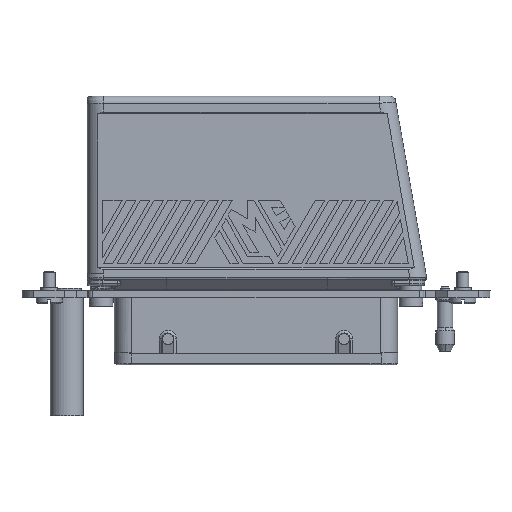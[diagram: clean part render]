
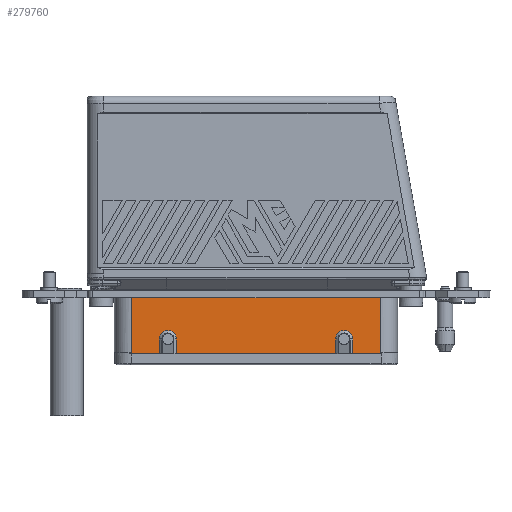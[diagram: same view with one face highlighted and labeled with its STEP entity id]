
A CAD part, front view. The second image highlights one B-rep face of the part: STEP entity #279760.
In plain terms, the highlighted face is planar.
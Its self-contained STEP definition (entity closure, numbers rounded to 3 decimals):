
#211400=CARTESIAN_POINT('',(25.125,45.037,
48.654));
#211410=VERTEX_POINT('',#211400);
#277940=CARTESIAN_POINT('',(25.125,45.037,
-56.571));
#277950=VERTEX_POINT('',#277940);
#278230=CARTESIAN_POINT('',(25.125,20.,
-56.571));
#278240=DIRECTION('',(0.,1.,0.));
#278250=VECTOR('',#278240,1.);
#278260=LINE('',#278230,#278250);
#278270=CARTESIAN_POINT('',(25.125,19.783,
-56.571));
#278280=VERTEX_POINT('',#278270);
#278290=EDGE_CURVE('',#278280,#277950,#278260,.T.);
#278820=CARTESIAN_POINT('',(25.125,19.716,
-46.453));
#278830=DIRECTION('',(-1.,0.,0.));
#278840=DIRECTION('',(0.,0.,1.));
#278850=AXIS2_PLACEMENT_3D('',#278820,#278830,#278840);
#278860=PLANE('',#278850);
#278870=CARTESIAN_POINT('',(25.125,22.91,
29.69));
#278880=DIRECTION('',(0.,1.,0.));
#278890=VECTOR('',#278880,1.);
#278900=LINE('',#278870,#278890);
#278910=CARTESIAN_POINT('',(25.125,19.783,
29.69));
#278920=VERTEX_POINT('',#278910);
#278930=CARTESIAN_POINT('',(25.125,26.037,
29.69));
#278940=VERTEX_POINT('',#278930);
#278950=EDGE_CURVE('',#278920,#278940,#278900,.T.);
#278960=ORIENTED_EDGE('',*,*,#278950,.T.);
#278970=CARTESIAN_POINT('',(25.125,19.783,
-16.957));
#278980=DIRECTION('',(0.,0.,1.));
#278990=VECTOR('',#278980,1.);
#279000=LINE('',#278970,#278990);
#279010=CARTESIAN_POINT('',(25.125,19.783,
-37.598));
#279020=VERTEX_POINT('',#279010);
#279030=EDGE_CURVE('',#279020,#278920,#279000,.T.);
#279040=ORIENTED_EDGE('',*,*,#279030,.T.);
#279050=CARTESIAN_POINT('',(25.125,22.91,
-37.598));
#279060=DIRECTION('',(0.,-1.,0.));
#279070=VECTOR('',#279060,1.);
#279080=LINE('',#279050,#279070);
#279090=CARTESIAN_POINT('',(25.125,26.037,
-37.598));
#279100=VERTEX_POINT('',#279090);
#279110=EDGE_CURVE('',#279100,#279020,#279080,.T.);
#279120=ORIENTED_EDGE('',*,*,#279110,.T.);
#279130=CARTESIAN_POINT('',(25.125,26.037,
-41.198));
#279140=DIRECTION('',(1.,0.,0.));
#279150=DIRECTION('',(0.,0.,-1.));
#279160=AXIS2_PLACEMENT_3D('',#279130,#279140,#279150);
#279170=CIRCLE('',#279160,3.6);
#279180=CARTESIAN_POINT('',(25.125,26.037,
-44.798));
#279190=VERTEX_POINT('',#279180);
#279200=EDGE_CURVE('',#279190,#279100,#279170,.T.);
#279210=ORIENTED_EDGE('',*,*,#279200,.T.);
#279220=CARTESIAN_POINT('',(25.125,22.91,
-44.798));
#279230=DIRECTION('',(0.,1.,0.));
#279240=VECTOR('',#279230,1.);
#279250=LINE('',#279220,#279240);
#279260=CARTESIAN_POINT('',(25.125,19.783,
-44.798));
#279270=VERTEX_POINT('',#279260);
#279280=EDGE_CURVE('',#279270,#279190,#279250,.T.);
#279290=ORIENTED_EDGE('',*,*,#279280,.T.);
#279300=CARTESIAN_POINT('',(25.125,19.783,
-37.457));
#279310=DIRECTION('',(0.,0.,1.));
#279320=VECTOR('',#279310,1.);
#279330=LINE('',#279300,#279320);
#279340=EDGE_CURVE('',#278280,#279270,#279330,.T.);
#279350=ORIENTED_EDGE('',*,*,#279340,.T.);
#279360=ORIENTED_EDGE('',*,*,#278290,.F.);
#279370=CARTESIAN_POINT('',(25.125,45.037,
-41.453));
#279380=DIRECTION('',(0.,0.,1.));
#279390=VECTOR('',#279380,1.);
#279400=LINE('',#279370,#279390);
#279410=EDGE_CURVE('',#277950,#211410,#279400,.T.);
#279420=ORIENTED_EDGE('',*,*,#279410,.F.);
#279430=CARTESIAN_POINT('',(25.125,20.,
48.654));
#279440=DIRECTION('',(0.,-1.,0.));
#279450=VECTOR('',#279440,1.);
#279460=LINE('',#279430,#279450);
#279470=CARTESIAN_POINT('',(25.125,19.783,
48.654));
#279480=VERTEX_POINT('',#279470);
#279490=EDGE_CURVE('',#211410,#279480,#279460,.T.);
#279500=ORIENTED_EDGE('',*,*,#279490,.F.);
#279510=CARTESIAN_POINT('',(25.125,19.783,
9.533));
#279520=DIRECTION('',(0.,0.,1.));
#279530=VECTOR('',#279520,1.);
#279540=LINE('',#279510,#279530);
#279550=CARTESIAN_POINT('',(25.125,19.783,
36.89));
#279560=VERTEX_POINT('',#279550);
#279570=EDGE_CURVE('',#279560,#279480,#279540,.T.);
#279580=ORIENTED_EDGE('',*,*,#279570,.T.);
#279590=CARTESIAN_POINT('',(25.125,22.91,
36.89));
#279600=DIRECTION('',(0.,-1.,0.));
#279610=VECTOR('',#279600,1.);
#279620=LINE('',#279590,#279610);
#279630=CARTESIAN_POINT('',(25.125,26.037,
36.89));
#279640=VERTEX_POINT('',#279630);
#279650=EDGE_CURVE('',#279640,#279560,#279620,.T.);
#279660=ORIENTED_EDGE('',*,*,#279650,.T.);
#279670=CARTESIAN_POINT('',(25.125,26.037,
33.29));
#279680=DIRECTION('',(1.,0.,0.));
#279690=DIRECTION('',(0.,0.,-1.));
#279700=AXIS2_PLACEMENT_3D('',#279670,#279680,#279690);
#279710=CIRCLE('',#279700,3.6);
#279720=EDGE_CURVE('',#278940,#279640,#279710,.T.);
#279730=ORIENTED_EDGE('',*,*,#279720,.T.);
#279740=EDGE_LOOP('',(#279730,#279660,#279580,#279500,#279420,#279360,
#279350,#279290,#279210,#279120,#279040,#278960));
#279750=FACE_OUTER_BOUND('',#279740,.T.);
#279760=ADVANCED_FACE('',(#279750),#278860,.T.);
